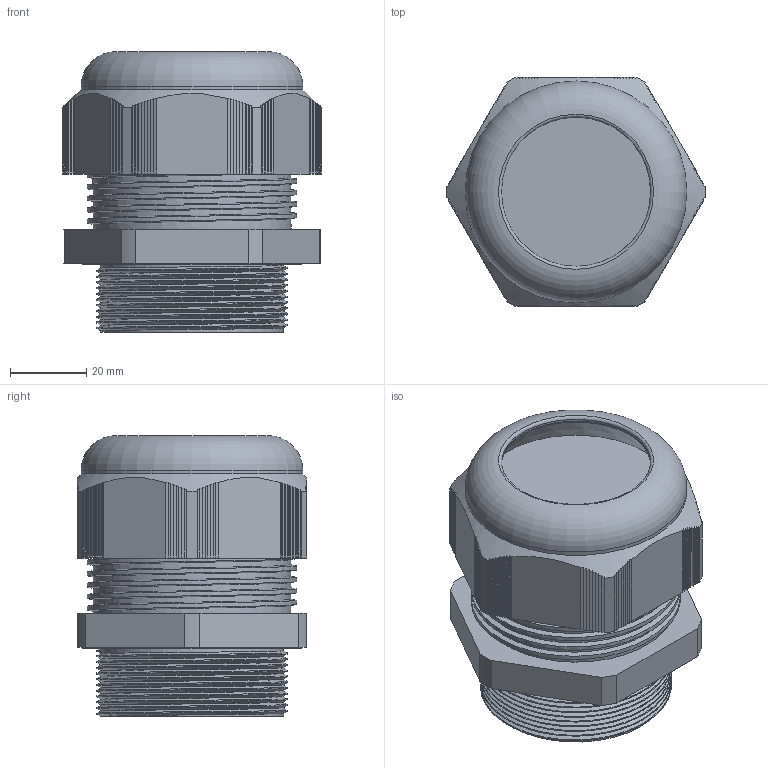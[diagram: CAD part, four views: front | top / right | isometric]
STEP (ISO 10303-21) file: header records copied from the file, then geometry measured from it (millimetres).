
FILE_DESCRIPTION((''),'2;1');
FILE_NAME('BM 09.stp','2012-09-25T16:00:28',('oktay'),(''),'Autodesk Inventor 2013','Autodesk Inventor 2013','');
FILE_SCHEMA(('AUTOMOTIVE_DESIGN { 1 0 10303 214 1 1 1 1 }'));
Length unit declared in the file: millimetre
Products named in the file (1): M50x1.5 MONTAJ_Shrinkwrap_1
Bounding box: 67.7 x 60 x 73.4 mm (x, y, z)
Volume: 169099.4 mm3; surface area: 27139 mm2
Topology: 1 solids, 1 shells, 266 faces, 774 edges, 509 vertices
Faces by surface type: plane 217, cylinder 29, cone 8, torus 7, bspline 5
Full cylindrical faces by diameter (mm): 39 x1, 47.92 x11, 51.8 x5, 58 x1
Entity records: 11832 total; most frequent: CARTESIAN_POINT 5963, ORIENTED_EDGE 1408, DIRECTION 1003, EDGE_CURVE 704, VERTEX_POINT 472, VECTOR 437, LINE 437, AXIS2_PLACEMENT_3D 283
